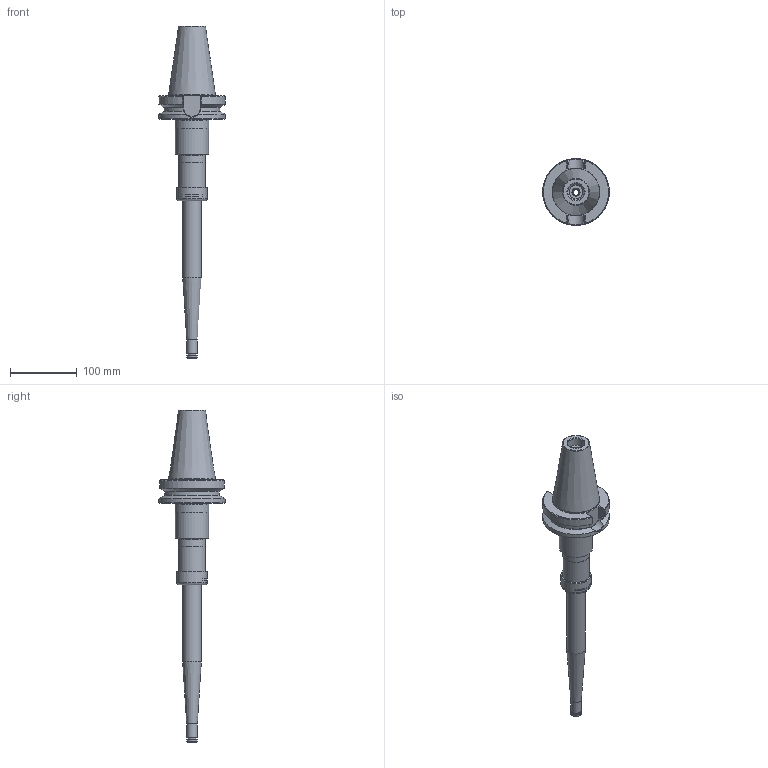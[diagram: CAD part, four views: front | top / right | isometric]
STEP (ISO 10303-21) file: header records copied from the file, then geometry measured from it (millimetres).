
FILE_DESCRIPTION(/* description */ (''),/* implementation_level */ '2;1');
FILE_NAME(/* name */ '885171230.stp',/* time_stamp */ '2023-03-15T12:11:53',/* author */ ('Ratnasingam Jekanthan'),/* organization */ ('REGO-FIX'),/* preprocessor_version */ ' Unknown',/* originating_system */ 'SIEMENS PLM Software Solid Edge ST10',/* authorization */ 'Unknown');
FILE_SCHEMA (('AUTOMOTIVE_DESIGN { 1 0 10303 214 2 1 1}'));
Length unit declared in the file: millimetre
Products named in the file (1): NOCUT
Bounding box: 100 x 100 x 497.8 mm (x, y, z)
Volume: 707949.4 mm3; surface area: 108759.8 mm2
Topology: 1 solids, 3 shells, 149 faces, 343 edges, 212 vertices
Faces by surface type: plane 45, cone 40, cylinder 36, torus 26, bspline 2
Full cylindrical faces by diameter (mm): 9 x1, 10 x2, 13 x1, 16 x2, 20.752 x2, 23.8 x1, 24.7 x1, 25 x2, 28 x1, 29 x1, 33 x1, 34 x1, 38.376 x1, 40 x1, 40.05 x1, 40.5 x1, 43.3 x1, 45.65 x1, 50 x1, 50.5 x1, 100 x1
Entity records: 4823 total; most frequent: CARTESIAN_POINT 831, DIRECTION 632, ORIENTED_EDGE 478, AXIS2_PLACEMENT_3D 284, EDGE_LOOP 246, FACE_BOUND 246, EDGE_CURVE 239, VERTEX_POINT 187
